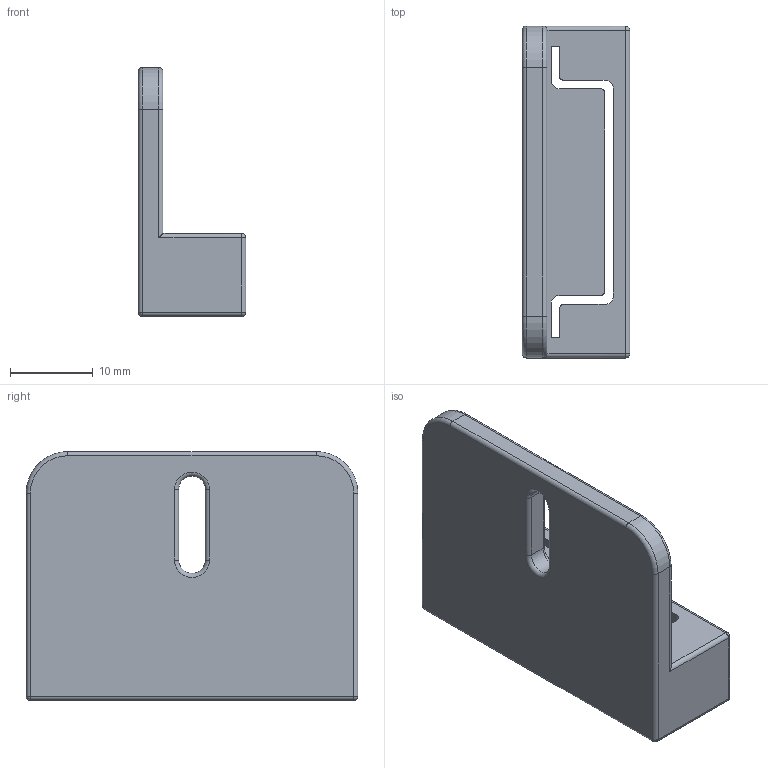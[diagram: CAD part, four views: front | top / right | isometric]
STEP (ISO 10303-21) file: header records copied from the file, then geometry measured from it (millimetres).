
FILE_DESCRIPTION(/* description */ (''),/* implementation_level */ '2;1');
FILE_NAME(/* name */ 'DIN rail mount V2 DOOMCUBE.step',/* time_stamp */ '2022-06-30T15:00:33+02:00',/* author */ (''),/* organization */ (''),/* preprocessor_version */ 'ST-DEVELOPER v19',/* originating_system */ 'Autodesk Translation Framework v11.7.0.108',/* authorisation */ '');
FILE_SCHEMA (('AUTOMOTIVE_DESIGN { 1 0 10303 214 3 1 1 }'));
Length unit declared in the file: millimetre
Products named in the file (2): din rail mount; Component1
Assembly tree (1 placements, depth 2):
  din rail mount
    Component1
Bounding box: 13 x 40 x 30 mm (x, y, z)
Volume: 6946.7 mm3; surface area: 4563.7 mm2
Topology: 1 solids, 1 shells, 67 faces, 159 edges, 94 vertices
Faces by surface type: cylinder 31, plane 22, torus 8, sphere 6
Entity records: 2082 total; most frequent: CARTESIAN_POINT 443, DIRECTION 359, ORIENTED_EDGE 318, EDGE_CURVE 159, AXIS2_PLACEMENT_3D 134, VERTEX_POINT 94, LINE 91, VECTOR 91
